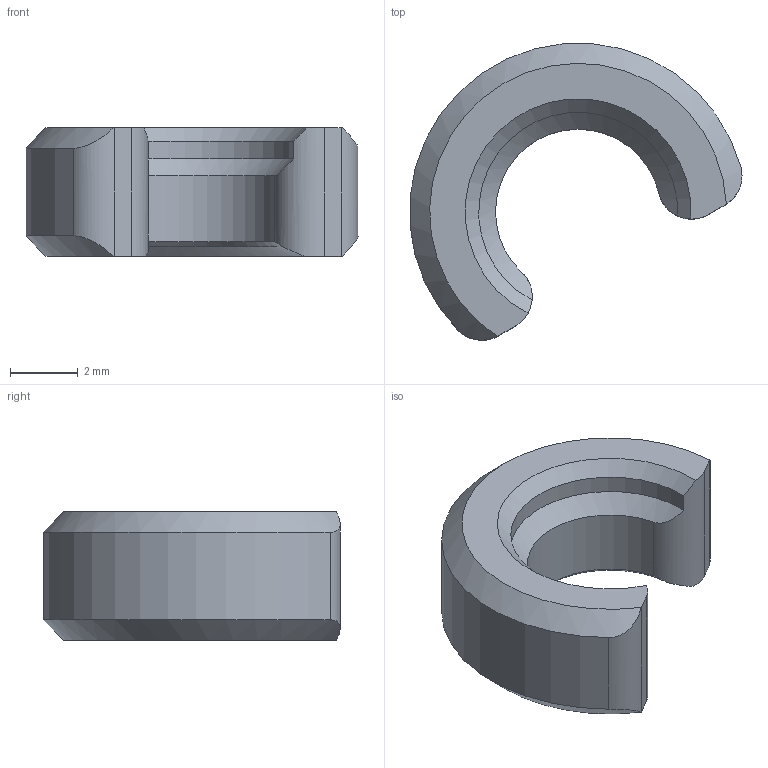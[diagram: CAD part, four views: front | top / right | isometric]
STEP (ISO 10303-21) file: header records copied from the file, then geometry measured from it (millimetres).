
FILE_DESCRIPTION(/* description */ (''),/* implementation_level */ '2;1');
FILE_NAME(/* name */ 'PitClamp Mini - Printed Hinge - Clip.step',/* time_stamp */ '2024-08-20T08:55:32-04:00',/* author */ (''),/* organization */ (''),/* preprocessor_version */ 'ST-DEVELOPER v20',/* originating_system */ 'Autodesk Translation Framework v13.14.0.145',/* authorisation */ '');
FILE_SCHEMA (('AUTOMOTIVE_DESIGN { 1 0 10303 214 3 1 1 }'));
Length unit declared in the file: millimetre
Products named in the file (1): PitClamp Mini Hinge Printed Hinge Clip
Bounding box: 9.84 x 8.78 x 3.8 mm (x, y, z)
Volume: 133.4 mm3; surface area: 189 mm2
Topology: 1 solids, 1 shells, 17 faces, 45 edges, 30 vertices
Faces by surface type: cylinder 7, cone 6, plane 4
Entity records: 642 total; most frequent: CARTESIAN_POINT 181, ORIENTED_EDGE 90, DIRECTION 88, EDGE_CURVE 45, AXIS2_PLACEMENT_3D 37, VERTEX_POINT 30, CIRCLE 19, FACE_OUTER_BOUND 17
